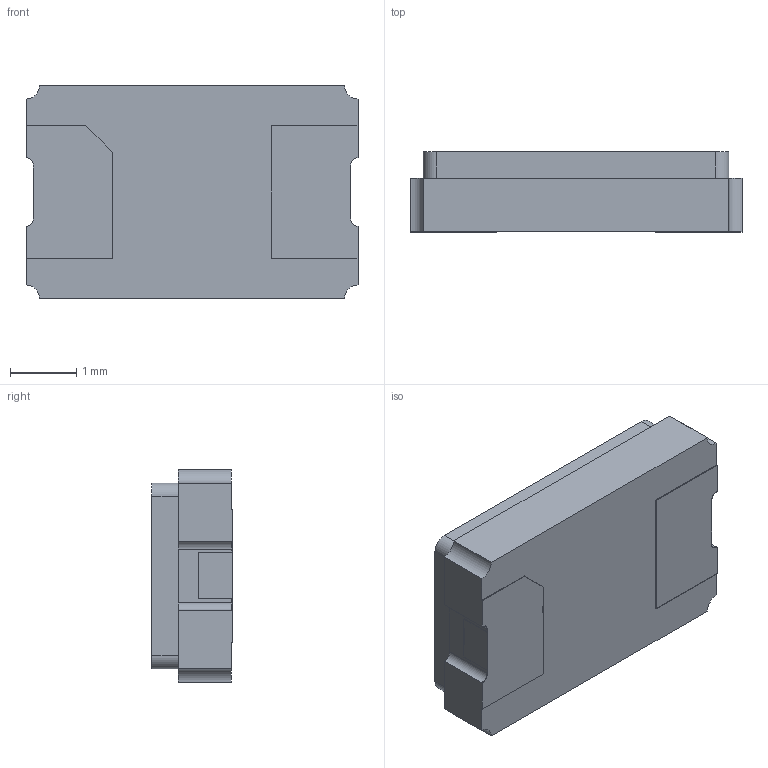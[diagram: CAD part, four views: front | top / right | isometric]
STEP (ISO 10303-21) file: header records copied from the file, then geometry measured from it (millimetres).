
FILE_DESCRIPTION (( 'STEP AP214' ), '1' );
FILE_NAME ('User Library-5032_2.STEP', '2020-07-06T07:29:03', ( '' ), ( '' ), 'SwSTEP 2.0', 'SolidWorks 2020', '' );
FILE_SCHEMA (( 'AUTOMOTIVE_DESIGN' ));
Length unit declared in the file: millimetre
Products named in the file (1): User Library-5032_2
Bounding box: 5 x 1.21 x 3.2 mm (x, y, z)
Volume: 17.7 mm3; surface area: 50.6 mm2
Topology: 1 solids, 1 shells, 193 faces, 524 edges, 348 vertices
Faces by surface type: plane 113, bspline 64, cylinder 16
Entity records: 11408 total; most frequent: CARTESIAN_POINT 5792, ORIENTED_EDGE 1048, DIRECTION 686, EDGE_CURVE 524, LINE 362, VECTOR 362, VERTEX_POINT 348, EDGE_LOOP 208
